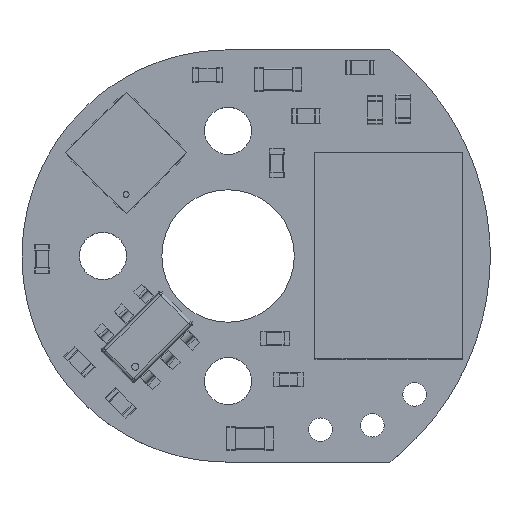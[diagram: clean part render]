
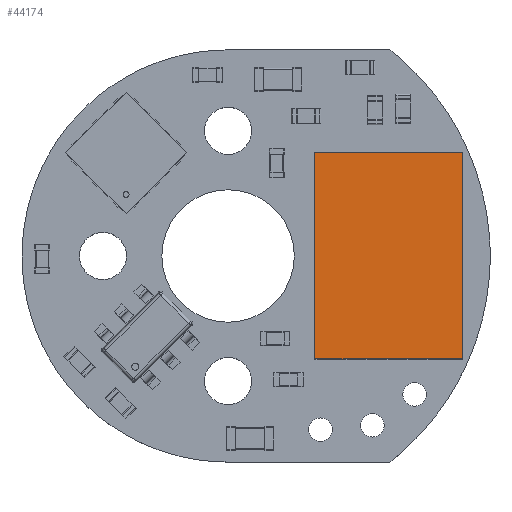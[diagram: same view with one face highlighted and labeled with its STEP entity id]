
A CAD part, top view. The second image highlights one B-rep face of the part: STEP entity #44174.
In plain terms, the highlighted planar face has unit normal (0, 0, 1).
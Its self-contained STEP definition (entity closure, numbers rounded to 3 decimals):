
#28066 = PLANE('',#28067);
#28067 = AXIS2_PLACEMENT_3D('',#28068,#28069,#28070);
#28068 = CARTESIAN_POINT('',(-2.5,3.5,0.025));
#28069 = DIRECTION('',(-1.,0.,0.));
#28070 = DIRECTION('',(0.,-1.,0.));
#29909 = PLANE('',#29910);
#29910 = AXIS2_PLACEMENT_3D('',#29911,#29912,#29913);
#29911 = CARTESIAN_POINT('',(-2.5,-3.5,0.025));
#29912 = DIRECTION('',(0.,-1.,0.));
#29913 = DIRECTION('',(1.,0.,0.));
#31321 = PLANE('',#31322);
#31322 = AXIS2_PLACEMENT_3D('',#31323,#31324,#31325);
#31323 = CARTESIAN_POINT('',(2.5,-3.5,0.025));
#31324 = DIRECTION('',(1.,0.,0.));
#31325 = DIRECTION('',(0.,1.,0.));
#33425 = PLANE('',#33426);
#33426 = AXIS2_PLACEMENT_3D('',#33427,#33428,#33429);
#33427 = CARTESIAN_POINT('',(2.5,3.5,0.025));
#33428 = DIRECTION('',(0.,1.,0.));
#33429 = DIRECTION('',(-1.,0.,0.));
#36117 = VERTEX_POINT('',#36118);
#36118 = CARTESIAN_POINT('',(-2.5,-3.5,1.));
#36139 = EDGE_CURVE('',#36140,#36117,#36142,.T.);
#36140 = VERTEX_POINT('',#36141);
#36141 = CARTESIAN_POINT('',(-2.5,3.5,1.));
#36142 = SURFACE_CURVE('',#36143,(#36147,#36154),.PCURVE_S1.);
#36143 = LINE('',#36144,#36145);
#36144 = CARTESIAN_POINT('',(-2.5,3.5,1.));
#36145 = VECTOR('',#36146,1.);
#36146 = DIRECTION('',(0.,-1.,0.));
#36147 = PCURVE('',#28066,#36148);
#36148 = DEFINITIONAL_REPRESENTATION('',(#36149),#36153);
#36149 = LINE('',#36150,#36151);
#36150 = CARTESIAN_POINT('',(0.,0.975));
#36151 = VECTOR('',#36152,1.);
#36152 = DIRECTION('',(1.,0.));
#36153 = ( GEOMETRIC_REPRESENTATION_CONTEXT(2) 
PARAMETRIC_REPRESENTATION_CONTEXT() REPRESENTATION_CONTEXT('2D SPACE',''
  ) );
#36154 = PCURVE('',#36155,#36160);
#36155 = PLANE('',#36156);
#36156 = AXIS2_PLACEMENT_3D('',#36157,#36158,#36159);
#36157 = CARTESIAN_POINT('',(0.,0.,1.));
#36158 = DIRECTION('',(0.,0.,1.));
#36159 = DIRECTION('',(1.,0.,0.));
#36160 = DEFINITIONAL_REPRESENTATION('',(#36161),#36165);
#36161 = LINE('',#36162,#36163);
#36162 = CARTESIAN_POINT('',(-2.5,3.5));
#36163 = VECTOR('',#36164,1.);
#36164 = DIRECTION('',(0.,-1.));
#36165 = ( GEOMETRIC_REPRESENTATION_CONTEXT(2) 
PARAMETRIC_REPRESENTATION_CONTEXT() REPRESENTATION_CONTEXT('2D SPACE',''
  ) );
#36453 = EDGE_CURVE('',#36454,#36140,#36456,.T.);
#36454 = VERTEX_POINT('',#36455);
#36455 = CARTESIAN_POINT('',(2.5,3.5,1.));
#36456 = SURFACE_CURVE('',#36457,(#36461,#36468),.PCURVE_S1.);
#36457 = LINE('',#36458,#36459);
#36458 = CARTESIAN_POINT('',(2.5,3.5,1.));
#36459 = VECTOR('',#36460,1.);
#36460 = DIRECTION('',(-1.,0.,0.));
#36461 = PCURVE('',#33425,#36462);
#36462 = DEFINITIONAL_REPRESENTATION('',(#36463),#36467);
#36463 = LINE('',#36464,#36465);
#36464 = CARTESIAN_POINT('',(0.,0.975));
#36465 = VECTOR('',#36466,1.);
#36466 = DIRECTION('',(1.,0.));
#36467 = ( GEOMETRIC_REPRESENTATION_CONTEXT(2) 
PARAMETRIC_REPRESENTATION_CONTEXT() REPRESENTATION_CONTEXT('2D SPACE',''
  ) );
#36468 = PCURVE('',#36155,#36469);
#36469 = DEFINITIONAL_REPRESENTATION('',(#36470),#36474);
#36470 = LINE('',#36471,#36472);
#36471 = CARTESIAN_POINT('',(2.5,3.5));
#36472 = VECTOR('',#36473,1.);
#36473 = DIRECTION('',(-1.,0.));
#36474 = ( GEOMETRIC_REPRESENTATION_CONTEXT(2) 
PARAMETRIC_REPRESENTATION_CONTEXT() REPRESENTATION_CONTEXT('2D SPACE',''
  ) );
#39199 = EDGE_CURVE('',#39200,#36454,#39202,.T.);
#39200 = VERTEX_POINT('',#39201);
#39201 = CARTESIAN_POINT('',(2.5,-3.5,1.));
#39202 = SURFACE_CURVE('',#39203,(#39207,#39214),.PCURVE_S1.);
#39203 = LINE('',#39204,#39205);
#39204 = CARTESIAN_POINT('',(2.5,-3.5,1.));
#39205 = VECTOR('',#39206,1.);
#39206 = DIRECTION('',(0.,1.,0.));
#39207 = PCURVE('',#31321,#39208);
#39208 = DEFINITIONAL_REPRESENTATION('',(#39209),#39213);
#39209 = LINE('',#39210,#39211);
#39210 = CARTESIAN_POINT('',(0.,0.975));
#39211 = VECTOR('',#39212,1.);
#39212 = DIRECTION('',(1.,0.));
#39213 = ( GEOMETRIC_REPRESENTATION_CONTEXT(2) 
PARAMETRIC_REPRESENTATION_CONTEXT() REPRESENTATION_CONTEXT('2D SPACE',''
  ) );
#39214 = PCURVE('',#36155,#39215);
#39215 = DEFINITIONAL_REPRESENTATION('',(#39216),#39220);
#39216 = LINE('',#39217,#39218);
#39217 = CARTESIAN_POINT('',(2.5,-3.5));
#39218 = VECTOR('',#39219,1.);
#39219 = DIRECTION('',(0.,1.));
#39220 = ( GEOMETRIC_REPRESENTATION_CONTEXT(2) 
PARAMETRIC_REPRESENTATION_CONTEXT() REPRESENTATION_CONTEXT('2D SPACE',''
  ) );
#43689 = EDGE_CURVE('',#36117,#39200,#43690,.T.);
#43690 = SURFACE_CURVE('',#43691,(#43695,#43702),.PCURVE_S1.);
#43691 = LINE('',#43692,#43693);
#43692 = CARTESIAN_POINT('',(-2.5,-3.5,1.));
#43693 = VECTOR('',#43694,1.);
#43694 = DIRECTION('',(1.,0.,0.));
#43695 = PCURVE('',#29909,#43696);
#43696 = DEFINITIONAL_REPRESENTATION('',(#43697),#43701);
#43697 = LINE('',#43698,#43699);
#43698 = CARTESIAN_POINT('',(0.,0.975));
#43699 = VECTOR('',#43700,1.);
#43700 = DIRECTION('',(1.,0.));
#43701 = ( GEOMETRIC_REPRESENTATION_CONTEXT(2) 
PARAMETRIC_REPRESENTATION_CONTEXT() REPRESENTATION_CONTEXT('2D SPACE',''
  ) );
#43702 = PCURVE('',#36155,#43703);
#43703 = DEFINITIONAL_REPRESENTATION('',(#43704),#43708);
#43704 = LINE('',#43705,#43706);
#43705 = CARTESIAN_POINT('',(-2.5,-3.5));
#43706 = VECTOR('',#43707,1.);
#43707 = DIRECTION('',(1.,0.));
#43708 = ( GEOMETRIC_REPRESENTATION_CONTEXT(2) 
PARAMETRIC_REPRESENTATION_CONTEXT() REPRESENTATION_CONTEXT('2D SPACE',''
  ) );
#44174 = ADVANCED_FACE('',(#44175),#36155,.T.);
#44175 = FACE_BOUND('',#44176,.F.);
#44176 = EDGE_LOOP('',(#44177,#44178,#44179,#44180));
#44177 = ORIENTED_EDGE('',*,*,#36139,.F.);
#44178 = ORIENTED_EDGE('',*,*,#36453,.F.);
#44179 = ORIENTED_EDGE('',*,*,#39199,.F.);
#44180 = ORIENTED_EDGE('',*,*,#43689,.F.);
